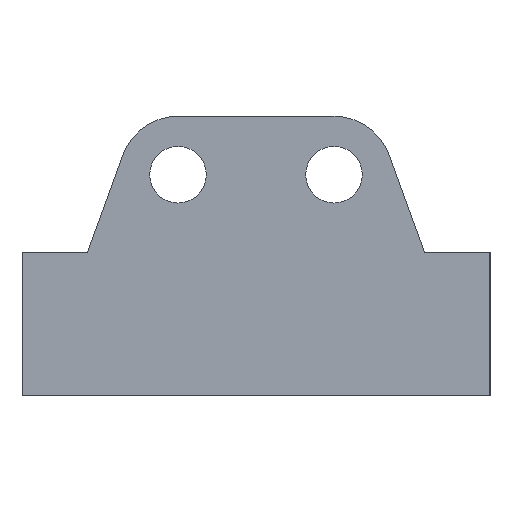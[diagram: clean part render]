
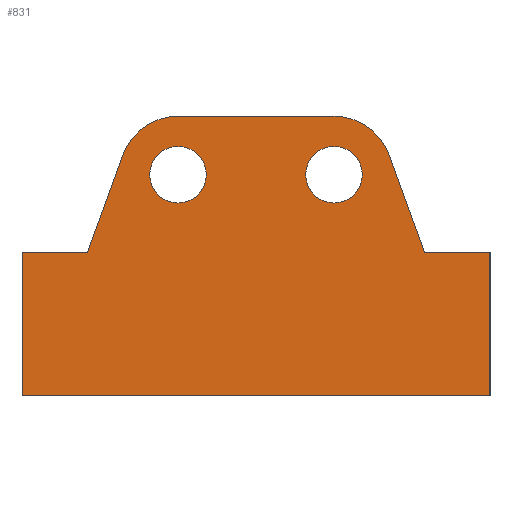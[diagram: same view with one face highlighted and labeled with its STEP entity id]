
A CAD part, front view. The second image highlights one B-rep face of the part: STEP entity #831.
In plain terms, the highlighted planar face has unit normal (0, -1, 0).
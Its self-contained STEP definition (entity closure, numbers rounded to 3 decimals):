
#65 = VERTEX_POINT('',#66);
#66 = CARTESIAN_POINT('',(18.,-25.5,11.));
#72 = EDGE_CURVE('',#73,#65,#75,.T.);
#73 = VERTEX_POINT('',#74);
#74 = CARTESIAN_POINT('',(18.,-25.5,0.));
#75 = LINE('',#76,#77);
#76 = CARTESIAN_POINT('',(18.,-25.5,0.));
#77 = VECTOR('',#78,1.);
#78 = DIRECTION('',(0.,0.,1.));
#223 = VERTEX_POINT('',#224);
#224 = CARTESIAN_POINT('',(-18.,-25.5,0.));
#230 = EDGE_CURVE('',#73,#223,#231,.T.);
#231 = LINE('',#232,#233);
#232 = CARTESIAN_POINT('',(18.,-25.5,0.));
#233 = VECTOR('',#234,1.);
#234 = DIRECTION('',(-1.,0.,0.));
#342 = VERTEX_POINT('',#343);
#343 = CARTESIAN_POINT('',(-18.,-25.5,11.));
#349 = EDGE_CURVE('',#350,#342,#352,.T.);
#350 = VERTEX_POINT('',#351);
#351 = CARTESIAN_POINT('',(-12.973,-25.5,11.));
#352 = LINE('',#353,#354);
#353 = CARTESIAN_POINT('',(18.,-25.5,11.));
#354 = VECTOR('',#355,1.);
#355 = DIRECTION('',(-1.,0.,0.));
#374 = VERTEX_POINT('',#375);
#375 = CARTESIAN_POINT('',(12.973,-25.5,11.));
#381 = EDGE_CURVE('',#65,#374,#382,.T.);
#382 = LINE('',#383,#384);
#383 = CARTESIAN_POINT('',(18.,-25.5,11.));
#384 = VECTOR('',#385,1.);
#385 = DIRECTION('',(-1.,0.,0.));
#582 = EDGE_CURVE('',#223,#342,#583,.T.);
#583 = LINE('',#584,#585);
#584 = CARTESIAN_POINT('',(-18.,-25.5,0.));
#585 = VECTOR('',#586,1.);
#586 = DIRECTION('',(0.,0.,1.));
#600 = VERTEX_POINT('',#601);
#601 = CARTESIAN_POINT('',(10.229,-25.5,18.539));
#616 = EDGE_CURVE('',#600,#374,#617,.T.);
#617 = LINE('',#618,#619);
#618 = CARTESIAN_POINT('',(10.229,-25.5,18.539));
#619 = VECTOR('',#620,1.);
#620 = DIRECTION('',(0.342,0.,-0.94)
  );
#695 = VERTEX_POINT('',#696);
#696 = CARTESIAN_POINT('',(-10.229,-25.5,18.539));
#704 = EDGE_CURVE('',#695,#350,#705,.T.);
#705 = LINE('',#706,#707);
#706 = CARTESIAN_POINT('',(-10.229,-25.5,18.539));
#707 = VECTOR('',#708,1.);
#708 = DIRECTION('',(-0.342,0.,-0.94
    ));
#721 = VERTEX_POINT('',#722);
#722 = CARTESIAN_POINT('',(6.,-25.5,21.5));
#728 = EDGE_CURVE('',#600,#721,#729,.T.);
#729 = CIRCLE('',#730,4.5);
#730 = AXIS2_PLACEMENT_3D('',#731,#732,#733);
#731 = CARTESIAN_POINT('',(6.,-25.5,17.));
#732 = DIRECTION('',(0.,-1.,0.));
#733 = DIRECTION('',(1.,0.,0.));
#744 = VERTEX_POINT('',#745);
#745 = CARTESIAN_POINT('',(-6.,-25.5,21.5));
#753 = EDGE_CURVE('',#744,#721,#754,.T.);
#754 = LINE('',#755,#756);
#755 = CARTESIAN_POINT('',(-6.,-25.5,21.5));
#756 = VECTOR('',#757,1.);
#757 = DIRECTION('',(1.,0.,0.));
#770 = EDGE_CURVE('',#744,#695,#771,.T.);
#771 = CIRCLE('',#772,4.5);
#772 = AXIS2_PLACEMENT_3D('',#773,#774,#775);
#773 = CARTESIAN_POINT('',(-6.,-25.5,17.));
#774 = DIRECTION('',(0.,-1.,0.));
#775 = DIRECTION('',(1.,0.,0.));
#786 = VERTEX_POINT('',#787);
#787 = CARTESIAN_POINT('',(8.175,-25.5,17.));
#795 = EDGE_CURVE('',#786,#786,#796,.T.);
#796 = CIRCLE('',#797,2.175);
#797 = AXIS2_PLACEMENT_3D('',#798,#799,#800);
#798 = CARTESIAN_POINT('',(6.,-25.5,17.));
#799 = DIRECTION('',(0.,-1.,0.));
#800 = DIRECTION('',(1.,0.,0.));
#811 = VERTEX_POINT('',#812);
#812 = CARTESIAN_POINT('',(-3.825,-25.5,17.));
#820 = EDGE_CURVE('',#811,#811,#821,.T.);
#821 = CIRCLE('',#822,2.175);
#822 = AXIS2_PLACEMENT_3D('',#823,#824,#825);
#823 = CARTESIAN_POINT('',(-6.,-25.5,17.));
#824 = DIRECTION('',(0.,-1.,0.));
#825 = DIRECTION('',(1.,0.,0.));
#831 = ADVANCED_FACE('',(#832,#844,#847),#850,.T.);
#832 = FACE_BOUND('',#833,.T.);
#833 = EDGE_LOOP('',(#834,#835,#836,#837,#838,#839,#840,#841,#842,#843)
  );
#834 = ORIENTED_EDGE('',*,*,#72,.T.);
#835 = ORIENTED_EDGE('',*,*,#381,.T.);
#836 = ORIENTED_EDGE('',*,*,#616,.F.);
#837 = ORIENTED_EDGE('',*,*,#728,.T.);
#838 = ORIENTED_EDGE('',*,*,#753,.F.);
#839 = ORIENTED_EDGE('',*,*,#770,.T.);
#840 = ORIENTED_EDGE('',*,*,#704,.T.);
#841 = ORIENTED_EDGE('',*,*,#349,.T.);
#842 = ORIENTED_EDGE('',*,*,#582,.F.);
#843 = ORIENTED_EDGE('',*,*,#230,.F.);
#844 = FACE_BOUND('',#845,.T.);
#845 = EDGE_LOOP('',(#846));
#846 = ORIENTED_EDGE('',*,*,#795,.F.);
#847 = FACE_BOUND('',#848,.T.);
#848 = EDGE_LOOP('',(#849));
#849 = ORIENTED_EDGE('',*,*,#820,.F.);
#850 = PLANE('',#851);
#851 = AXIS2_PLACEMENT_3D('',#852,#853,#854);
#852 = CARTESIAN_POINT('',(0.,-25.5,8.872));
#853 = DIRECTION('',(-0.,-1.,-0.));
#854 = DIRECTION('',(0.,0.,-1.));
